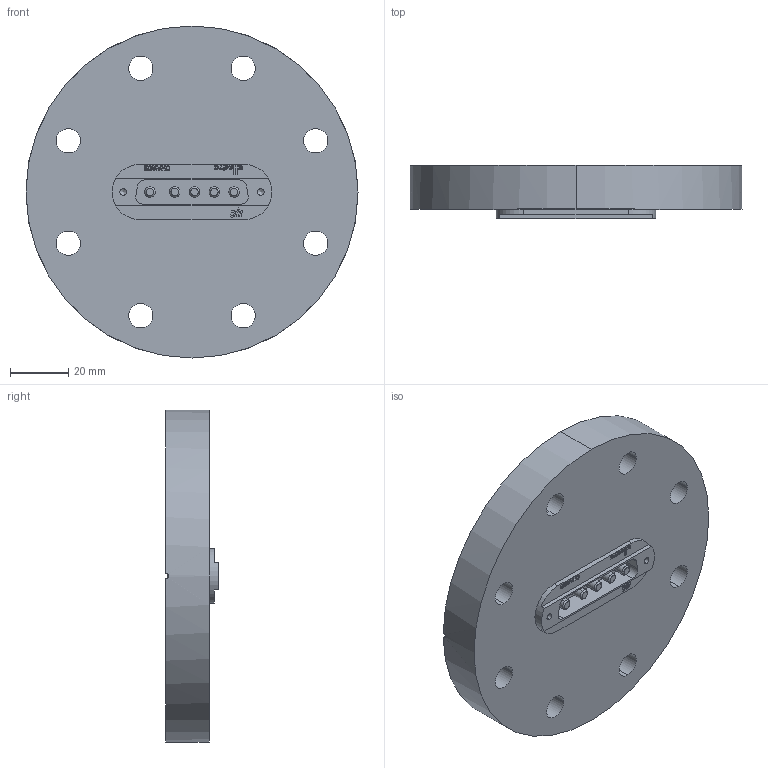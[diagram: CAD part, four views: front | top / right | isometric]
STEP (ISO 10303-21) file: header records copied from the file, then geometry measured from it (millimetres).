
FILE_DESCRIPTION (( 'STEP AP214' ), '1' );
FILE_NAME ('210-X25-5P-C63.STEP', '2020-11-26T14:19:05', ( '' ), ( '' ), 'SwSTEP 2.0', 'SolidWorks 2017', '' );
FILE_SCHEMA (( 'AUTOMOTIVE_DESIGN' ));
Length unit declared in the file: millimetre
Products named in the file (5): 210-X25-5P-C63; 9218-X-X_ 218-X25-5P  logo-  HC; 218-X-X_218-X25-5P  logo; 9212-POWER-PIN-FENI-CU_vergoldet; 9210-D25-C63_DN63
Assembly tree (8 placements, depth 3):
  210-X25-5P-C63
    9210-D25-C63_DN63
    218-X-X_218-X25-5P  logo
      9218-X-X_ 218-X25-5P  logo-  HC
      9212-POWER-PIN-FENI-CU_vergoldet  x5
Bounding box: 114.3 x 18.2 x 114.3 mm (x, y, z)
Volume: 138537.7 mm3; surface area: 35326.8 mm2
Topology: 7 solids, 7 shells, 358 faces, 928 edges, 604 vertices
Faces by surface type: plane 181, cylinder 108, bspline 37, cone 32
Entity records: 12136 total; most frequent: CARTESIAN_POINT 3737, ORIENTED_EDGE 1728, DIRECTION 1600, EDGE_CURVE 864, VECTOR 574, LINE 574, VERTEX_POINT 572, AXIS2_PLACEMENT_3D 513
